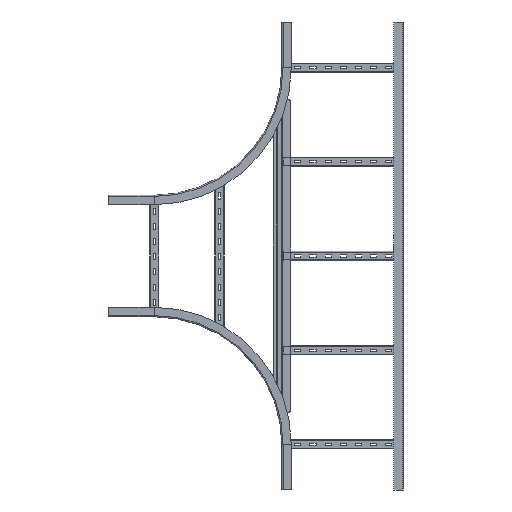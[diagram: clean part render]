
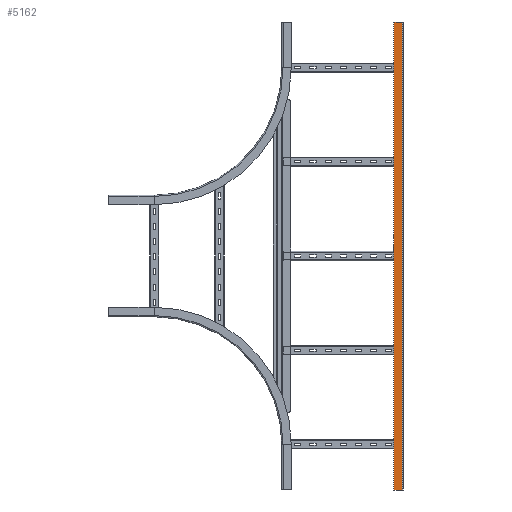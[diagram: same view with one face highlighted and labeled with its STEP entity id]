
A CAD part, front view. The second image highlights one B-rep face of the part: STEP entity #5162.
In plain terms, the highlighted planar face has unit normal (0, -1, 0).
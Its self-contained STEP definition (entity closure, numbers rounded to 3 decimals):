
#427=FACE_OUTER_BOUND('',#747,.T.);
#747=EDGE_LOOP('',(#3896,#3897,#3898,#3899));
#1182=LINE('',#7860,#1792);
#1191=LINE('',#7882,#1801);
#1194=LINE('',#7887,#1804);
#1195=LINE('',#7889,#1805);
#1792=VECTOR('',#6404,10.);
#1801=VECTOR('',#6429,10.);
#1804=VECTOR('',#6434,10.);
#1805=VECTOR('',#6437,10.);
#2346=VERTEX_POINT('',#7857);
#2347=VERTEX_POINT('',#7859);
#2352=VERTEX_POINT('',#7881);
#2353=VERTEX_POINT('',#7885);
#2883=EDGE_CURVE('',#2346,#2347,#1182,.T.);
#2894=EDGE_CURVE('',#2352,#2347,#1191,.T.);
#2897=EDGE_CURVE('',#2353,#2346,#1194,.T.);
#2898=EDGE_CURVE('',#2352,#2353,#1195,.T.);
#3896=ORIENTED_EDGE('',*,*,#2883,.F.);
#3897=ORIENTED_EDGE('',*,*,#2897,.F.);
#3898=ORIENTED_EDGE('',*,*,#2898,.F.);
#3899=ORIENTED_EDGE('',*,*,#2894,.T.);
#4892=PLANE('',#5627);
#5162=ADVANCED_FACE('',(#427),#4892,.F.);
#5627=AXIS2_PLACEMENT_3D('',#7894,#6446,#6447);
#6404=DIRECTION('',(0.,0.,-1.));
#6429=DIRECTION('',(1.,0.,0.));
#6434=DIRECTION('',(1.,0.,0.));
#6437=DIRECTION('',(0.,0.,1.));
#6446=DIRECTION('center_axis',(0.,1.,0.));
#6447=DIRECTION('ref_axis',(0.,0.,1.));
#7857=CARTESIAN_POINT('',(27.,0.,1540.));
#7859=CARTESIAN_POINT('',(27.,0.,0.));
#7860=CARTESIAN_POINT('',(27.,0.,770.));
#7881=CARTESIAN_POINT('',(0.,0.,0.));
#7882=CARTESIAN_POINT('',(0.,0.,0.));
#7885=CARTESIAN_POINT('',(0.,0.,1540.));
#7887=CARTESIAN_POINT('',(0.,0.,1540.));
#7889=CARTESIAN_POINT('',(0.,0.,0.));
#7894=CARTESIAN_POINT('Origin',(43.286,0.,770.));
